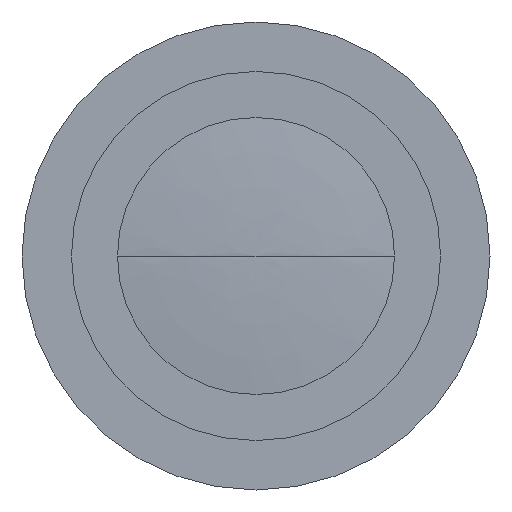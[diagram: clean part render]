
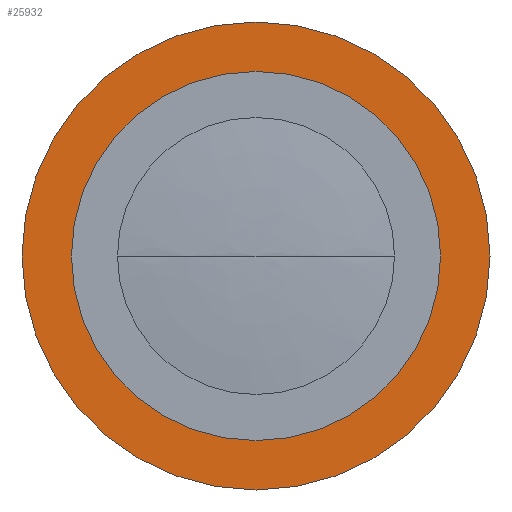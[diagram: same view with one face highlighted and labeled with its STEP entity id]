
A CAD part, front view. The second image highlights one B-rep face of the part: STEP entity #25932.
In plain terms, the highlighted planar face has unit normal (0, -1, 0).
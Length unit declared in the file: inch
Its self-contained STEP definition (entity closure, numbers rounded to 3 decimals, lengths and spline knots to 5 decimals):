
#2234 = FACE_OUTER_BOUND ( 'NONE', #13969, .T. ) ;
#3736 = EDGE_CURVE ( 'NONE', #21273, #54825, #52181, .T. ) ;
#4275 = AXIS2_PLACEMENT_3D ( 'NONE', #31593, #27383, #52095 ) ;
#4657 = VERTEX_POINT ( 'NONE', #30477 ) ;
#6181 = DIRECTION ( 'NONE',  ( 0., 0., 1. ) ) ;
#10897 = DIRECTION ( 'NONE',  ( 0., 0., -1. ) ) ;
#11729 = EDGE_LOOP ( 'NONE', ( #31890, #49492 ) ) ;
#13969 = EDGE_LOOP ( 'NONE', ( #46543, #32497 ) ) ;
#14047 = CARTESIAN_POINT ( 'NONE',  ( 0., 0., 0. ) ) ;
#14770 = EDGE_CURVE ( 'NONE', #4657, #38367, #40985, .T. ) ;
#16392 = AXIS2_PLACEMENT_3D ( 'NONE', #14047, #40137, #6181 ) ;
#19760 = DIRECTION ( 'NONE',  ( 0., 0., -1. ) ) ;
#21273 = VERTEX_POINT ( 'NONE', #45404 ) ;
#24408 = AXIS2_PLACEMENT_3D ( 'NONE', #32391, #49761, #19760 ) ;
#25932 = ADVANCED_FACE ( 'NONE', ( #40671, #2234 ), #27783, .F. ) ;
#27383 = DIRECTION ( 'NONE',  ( 0., -1., 0. ) ) ;
#27783 = PLANE ( 'NONE',  #16392 ) ;
#29454 = CIRCLE ( 'NONE', #35713, 20.96457 ) ;
#29701 = DIRECTION ( 'NONE',  ( 0., -1., 0. ) ) ;
#30477 = CARTESIAN_POINT ( 'NONE',  ( 0., 0., -20.96457 ) ) ;
#30676 = CARTESIAN_POINT ( 'NONE',  ( 0., 0., -16.53543 ) ) ;
#31593 = CARTESIAN_POINT ( 'NONE',  ( 0., 0., 0. ) ) ;
#31890 = ORIENTED_EDGE ( 'NONE', *, *, #43851, .F. ) ;
#32391 = CARTESIAN_POINT ( 'NONE',  ( 0., 0., 0. ) ) ;
#32497 = ORIENTED_EDGE ( 'NONE', *, *, #50164, .T. ) ;
#34734 = DIRECTION ( 'NONE',  ( 0., 0., -1. ) ) ;
#35713 = AXIS2_PLACEMENT_3D ( 'NONE', #53246, #52723, #10897 ) ;
#38367 = VERTEX_POINT ( 'NONE', #48332 ) ;
#40137 = DIRECTION ( 'NONE',  ( 0., 1., 0. ) ) ;
#40671 = FACE_BOUND ( 'NONE', #11729, .T. ) ;
#40985 = CIRCLE ( 'NONE', #4275, 20.96457 ) ;
#42317 = CARTESIAN_POINT ( 'NONE',  ( 0., 0., 0. ) ) ;
#43851 = EDGE_CURVE ( 'NONE', #54825, #21273, #51007, .T. ) ;
#45404 = CARTESIAN_POINT ( 'NONE',  ( 0., 0., 16.53543 ) ) ;
#46543 = ORIENTED_EDGE ( 'NONE', *, *, #14770, .T. ) ;
#48332 = CARTESIAN_POINT ( 'NONE',  ( 0., 0., 20.96457 ) ) ;
#49492 = ORIENTED_EDGE ( 'NONE', *, *, #3736, .F. ) ;
#49761 = DIRECTION ( 'NONE',  ( 0., -1., 0. ) ) ;
#50164 = EDGE_CURVE ( 'NONE', #38367, #4657, #29454, .T. ) ;
#51007 = CIRCLE ( 'NONE', #52791, 16.53543 ) ;
#52095 = DIRECTION ( 'NONE',  ( 0., 0., -1. ) ) ;
#52181 = CIRCLE ( 'NONE', #24408, 16.53543 ) ;
#52723 = DIRECTION ( 'NONE',  ( 0., -1., 0. ) ) ;
#52791 = AXIS2_PLACEMENT_3D ( 'NONE', #42317, #29701, #34734 ) ;
#53246 = CARTESIAN_POINT ( 'NONE',  ( 0., 0., 0. ) ) ;
#54825 = VERTEX_POINT ( 'NONE', #30676 ) ;
